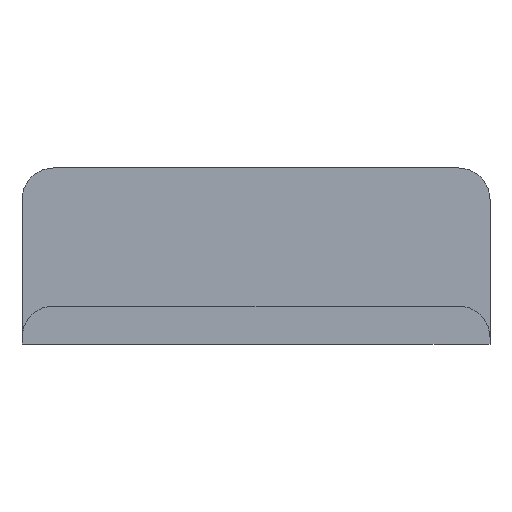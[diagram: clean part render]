
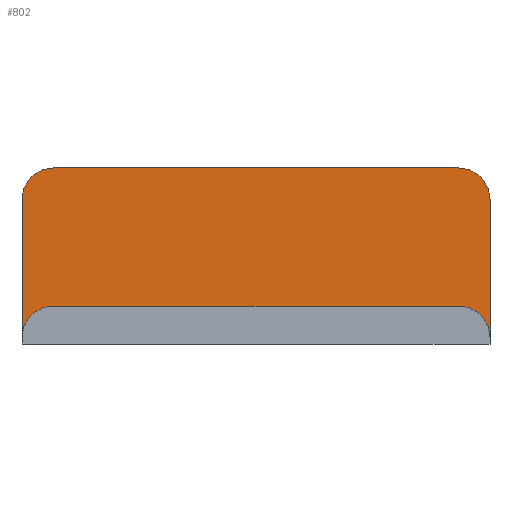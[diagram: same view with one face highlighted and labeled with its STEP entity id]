
A CAD part, front view. The second image highlights one B-rep face of the part: STEP entity #802.
In plain terms, the highlighted planar face has unit normal (0, -1, 0).
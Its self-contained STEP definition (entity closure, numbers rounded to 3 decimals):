
#46=PLANE('',#903);
#94=FACE_OUTER_BOUND('',#154,.T.);
#154=EDGE_LOOP('',(#669,#670,#671,#672,#673,#674,#675,#676));
#177=LINE('',#1181,#253);
#190=LINE('',#1217,#266);
#230=LINE('',#1348,#306);
#231=LINE('',#1349,#307);
#253=VECTOR('',#938,10.);
#266=VECTOR('',#969,10.);
#306=VECTOR('',#1107,10.);
#307=VECTOR('',#1108,10.);
#326=CIRCLE('',#844,5.);
#328=CIRCLE('',#849,5.);
#329=CIRCLE('',#851,5.);
#332=CIRCLE('',#857,5.);
#359=VERTEX_POINT('',#1171);
#360=VERTEX_POINT('',#1173);
#362=VERTEX_POINT('',#1179);
#366=VERTEX_POINT('',#1191);
#367=VERTEX_POINT('',#1195);
#368=VERTEX_POINT('',#1196);
#376=VERTEX_POINT('',#1216);
#382=VERTEX_POINT('',#1230);
#431=EDGE_CURVE('',#359,#360,#326,.F.);
#435=EDGE_CURVE('',#359,#362,#177,.T.);
#441=EDGE_CURVE('',#366,#362,#328,.F.);
#442=EDGE_CURVE('',#367,#368,#329,.T.);
#452=EDGE_CURVE('',#368,#376,#190,.T.);
#459=EDGE_CURVE('',#376,#382,#332,.T.);
#514=EDGE_CURVE('',#367,#360,#230,.T.);
#515=EDGE_CURVE('',#366,#382,#231,.T.);
#669=ORIENTED_EDGE('',*,*,#442,.F.);
#670=ORIENTED_EDGE('',*,*,#514,.T.);
#671=ORIENTED_EDGE('',*,*,#431,.F.);
#672=ORIENTED_EDGE('',*,*,#435,.T.);
#673=ORIENTED_EDGE('',*,*,#441,.F.);
#674=ORIENTED_EDGE('',*,*,#515,.T.);
#675=ORIENTED_EDGE('',*,*,#459,.F.);
#676=ORIENTED_EDGE('',*,*,#452,.F.);
#802=ADVANCED_FACE('',(#94),#46,.T.);
#844=AXIS2_PLACEMENT_3D('',#1174,#931,#932);
#849=AXIS2_PLACEMENT_3D('',#1193,#949,#950);
#851=AXIS2_PLACEMENT_3D('',#1197,#953,#954);
#857=AXIS2_PLACEMENT_3D('',#1231,#979,#980);
#903=AXIS2_PLACEMENT_3D('',#1347,#1105,#1106);
#931=DIRECTION('center_axis',(0.,1.,0.));
#932=DIRECTION('ref_axis',(-0.707,0.,0.707));
#938=DIRECTION('',(1.,0.,0.));
#949=DIRECTION('center_axis',(0.,1.,0.));
#950=DIRECTION('ref_axis',(0.707,0.,0.707));
#953=DIRECTION('center_axis',(0.,1.,0.));
#954=DIRECTION('ref_axis',(-0.707,0.,0.707));
#969=DIRECTION('',(1.,0.,0.));
#979=DIRECTION('center_axis',(0.,1.,0.));
#980=DIRECTION('ref_axis',(0.707,0.,0.707));
#1105=DIRECTION('center_axis',(0.,-1.,0.));
#1106=DIRECTION('ref_axis',(1.,0.,0.));
#1107=DIRECTION('',(0.,0.,-1.));
#1108=DIRECTION('',(0.,0.,1.));
#1171=CARTESIAN_POINT('',(-32.,-85.,-16.832));
#1173=CARTESIAN_POINT('',(-37.,-85.,-21.832));
#1174=CARTESIAN_POINT('Origin',(-32.,-85.,-21.832));
#1179=CARTESIAN_POINT('',(32.,-85.,-16.832));
#1181=CARTESIAN_POINT('',(0.,-85.,-16.832));
#1191=CARTESIAN_POINT('',(37.,-85.,-21.832));
#1193=CARTESIAN_POINT('Origin',(32.,-85.,-21.832));
#1195=CARTESIAN_POINT('',(-37.,-85.,0.));
#1196=CARTESIAN_POINT('',(-32.,-85.,5.));
#1197=CARTESIAN_POINT('Origin',(-32.,-85.,0.));
#1216=CARTESIAN_POINT('',(32.,-85.,5.));
#1217=CARTESIAN_POINT('',(-37.,-85.,5.));
#1230=CARTESIAN_POINT('',(37.,-85.,0.));
#1231=CARTESIAN_POINT('Origin',(32.,-85.,0.));
#1347=CARTESIAN_POINT('Origin',(-37.,-85.,0.));
#1348=CARTESIAN_POINT('',(-37.,-85.,0.));
#1349=CARTESIAN_POINT('',(37.,-85.,0.));
